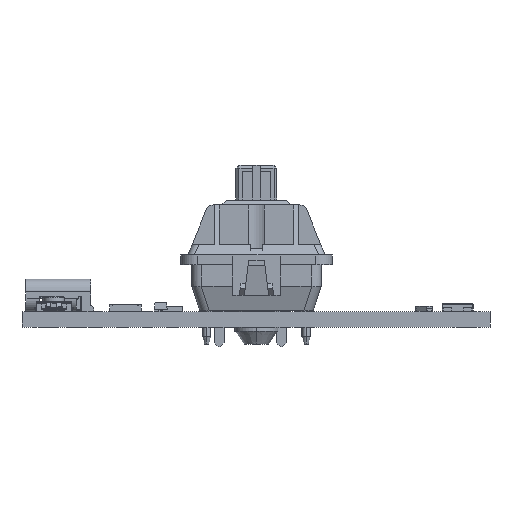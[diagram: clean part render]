
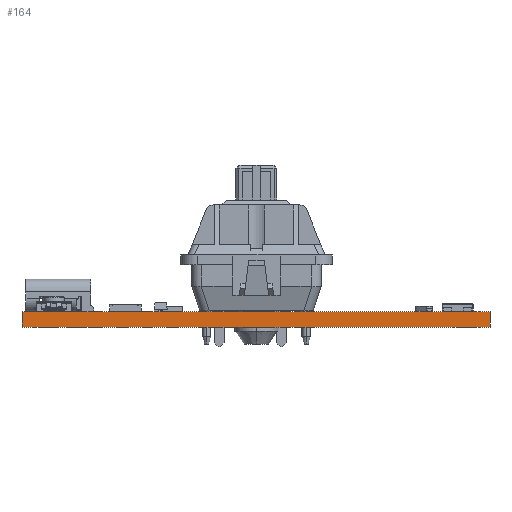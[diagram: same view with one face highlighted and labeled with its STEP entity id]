
A CAD part, front view. The second image highlights one B-rep face of the part: STEP entity #164.
In plain terms, the highlighted planar face has unit normal (0, -1, 0).
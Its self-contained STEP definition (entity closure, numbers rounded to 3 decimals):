
#106 = EDGE_CURVE('',#107,#109,#111,.T.);
#107 = VERTEX_POINT('',#108);
#108 = CARTESIAN_POINT('',(176.3,-108.2,0.));
#109 = VERTEX_POINT('',#110);
#110 = CARTESIAN_POINT('',(176.3,-108.2,-1.6));
#111 = LINE('',#112,#113);
#112 = CARTESIAN_POINT('',(176.3,-108.2,0.));
#113 = VECTOR('',#114,1.);
#114 = DIRECTION('',(0.,0.,-1.));
#139 = VERTEX_POINT('',#140);
#140 = CARTESIAN_POINT('',(224.1,-108.2,-1.6));
#146 = EDGE_CURVE('',#147,#139,#149,.T.);
#147 = VERTEX_POINT('',#148);
#148 = CARTESIAN_POINT('',(224.1,-108.2,0.));
#149 = LINE('',#150,#151);
#150 = CARTESIAN_POINT('',(224.1,-108.2,0.));
#151 = VECTOR('',#152,1.);
#152 = DIRECTION('',(0.,0.,-1.));
#164 = ADVANCED_FACE('',(#165),#181,.F.);
#165 = FACE_BOUND('',#166,.F.);
#166 = EDGE_LOOP('',(#167,#168,#174,#175));
#167 = ORIENTED_EDGE('',*,*,#146,.T.);
#168 = ORIENTED_EDGE('',*,*,#169,.T.);
#169 = EDGE_CURVE('',#139,#109,#170,.T.);
#170 = LINE('',#171,#172);
#171 = CARTESIAN_POINT('',(224.1,-108.2,-1.6));
#172 = VECTOR('',#173,1.);
#173 = DIRECTION('',(-1.,0.,0.));
#174 = ORIENTED_EDGE('',*,*,#106,.F.);
#175 = ORIENTED_EDGE('',*,*,#176,.F.);
#176 = EDGE_CURVE('',#147,#107,#177,.T.);
#177 = LINE('',#178,#179);
#178 = CARTESIAN_POINT('',(224.1,-108.2,0.));
#179 = VECTOR('',#180,1.);
#180 = DIRECTION('',(-1.,0.,0.));
#181 = PLANE('',#182);
#182 = AXIS2_PLACEMENT_3D('',#183,#184,#185);
#183 = CARTESIAN_POINT('',(224.1,-108.2,0.));
#184 = DIRECTION('',(0.,1.,0.));
#185 = DIRECTION('',(-1.,0.,0.));
